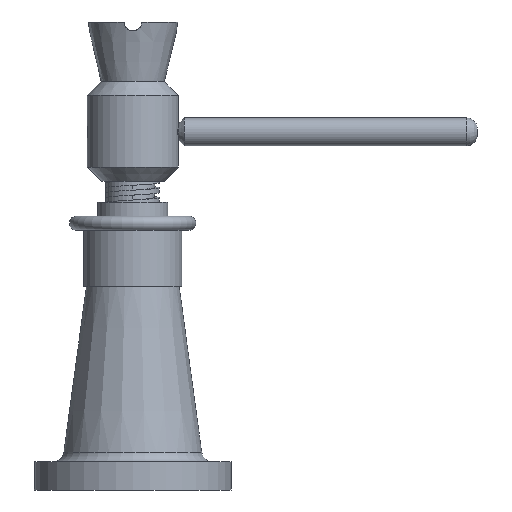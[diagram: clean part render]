
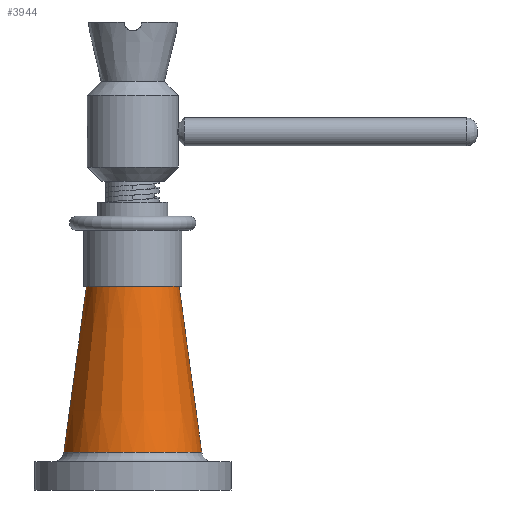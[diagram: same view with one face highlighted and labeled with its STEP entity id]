
A CAD part, front view. The second image highlights one B-rep face of the part: STEP entity #3944.
In plain terms, the highlighted conical face has half-angle 7.745 degrees and reference radius 41.029 mm.
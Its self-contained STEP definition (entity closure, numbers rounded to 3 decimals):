
#501=CONICAL_SURFACE('',#4259,41.029,0.135);
#528=FACE_OUTER_BOUND('',#744,.T.);
#744=EDGE_LOOP('',(#2540,#2541,#2542,#2543));
#993=CIRCLE('',#4258,49.059);
#994=CIRCLE('',#4260,33.);
#1078=LINE('',#5407,#1266);
#1266=VECTOR('',#4607,41.029);
#1460=VERTEX_POINT('',#5401);
#1461=VERTEX_POINT('',#5405);
#1886=EDGE_CURVE('',#1460,#1460,#993,.T.);
#1887=EDGE_CURVE('',#1461,#1461,#994,.T.);
#1888=EDGE_CURVE('',#1461,#1460,#1078,.T.);
#2540=ORIENTED_EDGE('',*,*,#1887,.F.);
#2541=ORIENTED_EDGE('',*,*,#1888,.T.);
#2542=ORIENTED_EDGE('',*,*,#1886,.T.);
#2543=ORIENTED_EDGE('',*,*,#1888,.F.);
#3944=ADVANCED_FACE('',(#528),#501,.T.);
#4258=AXIS2_PLACEMENT_3D('',#5403,#4601,#4602);
#4259=AXIS2_PLACEMENT_3D('',#5404,#4603,#4604);
#4260=AXIS2_PLACEMENT_3D('',#5406,#4605,#4606);
#4601=DIRECTION('center_axis',(0.,0.,1.));
#4602=DIRECTION('ref_axis',(1.,0.,0.));
#4603=DIRECTION('center_axis',(0.,0.,-1.));
#4604=DIRECTION('ref_axis',(1.,0.,0.));
#4605=DIRECTION('center_axis',(0.,0.,1.));
#4606=DIRECTION('ref_axis',(1.,0.,0.));
#4607=DIRECTION('',(-0.135,0.,-0.991));
#5401=CARTESIAN_POINT('',(-49.059,0.,26.919));
#5403=CARTESIAN_POINT('Origin',(0.,0.,26.919));
#5404=CARTESIAN_POINT('Origin',(0.,0.,85.959));
#5405=CARTESIAN_POINT('',(-33.,0.,145.));
#5406=CARTESIAN_POINT('Origin',(0.,0.,145.));
#5407=CARTESIAN_POINT('',(-41.029,0.,85.959));
